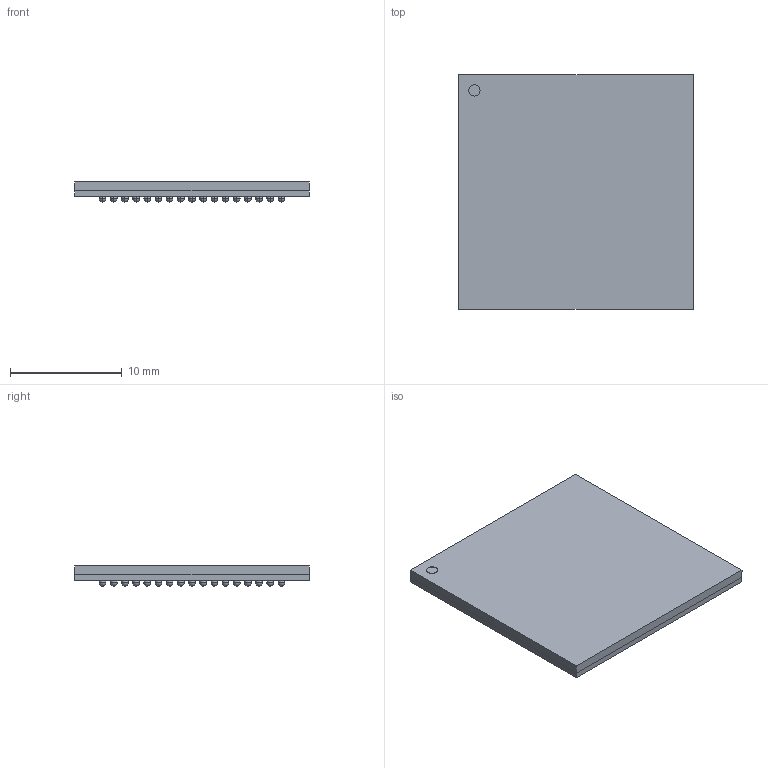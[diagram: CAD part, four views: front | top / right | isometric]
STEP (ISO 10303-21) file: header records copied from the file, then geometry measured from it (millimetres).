
FILE_DESCRIPTION (( 'STEP AP214' ), '1' );
FILE_NAME ('BGA288C100P17X17_2100X2100X180.STEP', '2024-03-18T14:25:27', ( '' ), ( '' ), 'SwSTEP 2.0', 'SolidWorks 2019', '' );
FILE_SCHEMA (( 'AUTOMOTIVE_DESIGN' ));
Length unit declared in the file: millimetre
Products named in the file (1): BGA288C100P17X17_2100X2100X180
Bounding box: 21 x 21 x 1.8 mm (x, y, z)
Volume: 603.4 mm3; surface area: 2099.5 mm2
Topology: 2 solids, 2 shells, 1167 faces, 2910 edges, 1460 vertices
Faces by surface type: sphere 1152, plane 13, cylinder 2
Entity records: 28754 total; most frequent: DIRECTION 6402, CARTESIAN_POINT 4386, ORIENTED_EDGE 4092, AXIS2_PLACEMENT_3D 3188, EDGE_CURVE 2046, CIRCLE 2020, EDGE_LOOP 1456, VERTEX_POINT 1172
